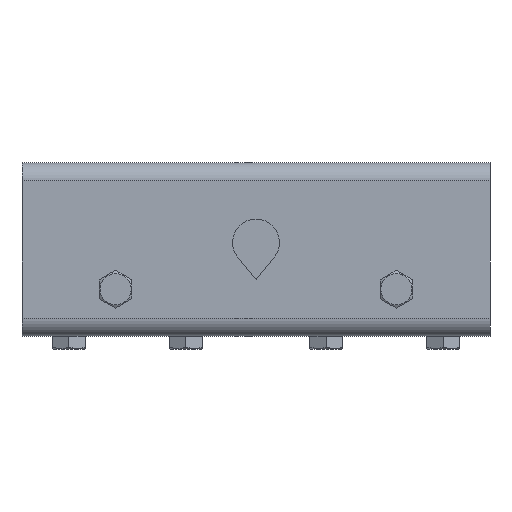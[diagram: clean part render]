
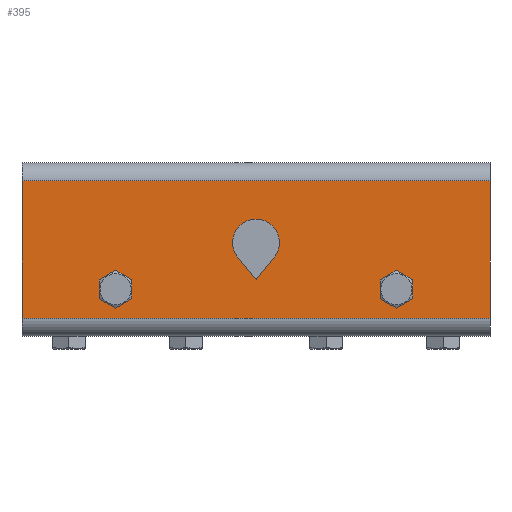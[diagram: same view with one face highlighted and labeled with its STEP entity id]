
A CAD part, front view. The second image highlights one B-rep face of the part: STEP entity #395.
In plain terms, the highlighted planar face has unit normal (0, -1, 0).
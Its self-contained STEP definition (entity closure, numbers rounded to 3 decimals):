
#395=ADVANCED_FACE('',(#2417,#2419,#2421,#2423),#2425,.F.);
#2417=FACE_BOUND('',#2418,.T.);
#2418=EDGE_LOOP('',(#3996,#3997,#3998,#3999));
#2419=FACE_BOUND('',#2420,.T.);
#2420=EDGE_LOOP('',(#4000,#4001,#4002,#4003,#4004,#4005));
#2421=FACE_BOUND('',#2422,.T.);
#2422=EDGE_LOOP('',(#4006,#4007,#4008));
#2423=FACE_BOUND('',#2424,.T.);
#2424=EDGE_LOOP('',(#4009,#4010,#4011,#4012,#4013,#4014));
#2425=PLANE('',#2426);
#2426=AXIS2_PLACEMENT_3D('',#2427,#2428,#2429);
#2427=CARTESIAN_POINT('',(0.,-3.8,0.658));
#2428=DIRECTION('',(0.,1.,0.));
#2429=DIRECTION('',(1.,0.,0.));
#3996=ORIENTED_EDGE('',*,*,#5055,.T.);
#3997=ORIENTED_EDGE('',*,*,#5056,.F.);
#3998=ORIENTED_EDGE('',*,*,#4998,.T.);
#3999=ORIENTED_EDGE('',*,*,#5057,.F.);
#4000=ORIENTED_EDGE('',*,*,#5058,.F.);
#4001=ORIENTED_EDGE('',*,*,#5059,.F.);
#4002=ORIENTED_EDGE('',*,*,#5060,.F.);
#4003=ORIENTED_EDGE('',*,*,#5061,.F.);
#4004=ORIENTED_EDGE('',*,*,#5062,.F.);
#4005=ORIENTED_EDGE('',*,*,#5063,.F.);
#4006=ORIENTED_EDGE('',*,*,#5064,.T.);
#4007=ORIENTED_EDGE('',*,*,#5065,.T.);
#4008=ORIENTED_EDGE('',*,*,#5066,.T.);
#4009=ORIENTED_EDGE('',*,*,#5067,.F.);
#4010=ORIENTED_EDGE('',*,*,#5068,.F.);
#4011=ORIENTED_EDGE('',*,*,#5069,.F.);
#4012=ORIENTED_EDGE('',*,*,#5070,.F.);
#4013=ORIENTED_EDGE('',*,*,#5071,.F.);
#4014=ORIENTED_EDGE('',*,*,#5072,.F.);
#4998=EDGE_CURVE('',#5604,#5605,#5606,.T.);
#5055=EDGE_CURVE('',#5692,#5693,#5694,.T.);
#5056=EDGE_CURVE('',#5604,#5693,#5695,.T.);
#5057=EDGE_CURVE('',#5692,#5605,#5696,.T.);
#5058=EDGE_CURVE('',#5697,#5698,#5699,.F.);
#5059=EDGE_CURVE('',#5700,#5697,#5701,.F.);
#5060=EDGE_CURVE('',#5702,#5700,#5703,.F.);
#5061=EDGE_CURVE('',#5704,#5702,#5705,.F.);
#5062=EDGE_CURVE('',#5706,#5704,#5707,.F.);
#5063=EDGE_CURVE('',#5698,#5706,#5708,.F.);
#5064=EDGE_CURVE('',#5709,#5710,#5711,.F.);
#5065=EDGE_CURVE('',#5710,#5712,#5713,.T.);
#5066=EDGE_CURVE('',#5712,#5709,#5714,.T.);
#5067=EDGE_CURVE('',#5715,#5716,#5717,.F.);
#5068=EDGE_CURVE('',#5718,#5715,#5719,.F.);
#5069=EDGE_CURVE('',#5720,#5718,#5721,.F.);
#5070=EDGE_CURVE('',#5722,#5720,#5723,.F.);
#5071=EDGE_CURVE('',#5724,#5722,#5725,.F.);
#5072=EDGE_CURVE('',#5716,#5724,#5726,.F.);
#5604=VERTEX_POINT('',#6842);
#5605=VERTEX_POINT('',#6843);
#5606=LINE('',#6844,#6845);
#5692=VERTEX_POINT('',#7651);
#5693=VERTEX_POINT('',#7652);
#5694=LINE('',#7653,#7654);
#5695=LINE('',#7656,#7657);
#5696=LINE('',#7659,#7660);
#5697=VERTEX_POINT('',#7662);
#5698=VERTEX_POINT('',#7663);
#5699=LINE('',#7664,#7665);
#5700=VERTEX_POINT('',#7667);
#5701=LINE('',#7668,#7669);
#5702=VERTEX_POINT('',#7671);
#5703=LINE('',#7672,#7673);
#5704=VERTEX_POINT('',#7675);
#5705=LINE('',#7676,#7677);
#5706=VERTEX_POINT('',#7679);
#5707=LINE('',#7680,#7681);
#5708=LINE('',#7683,#7684);
#5709=VERTEX_POINT('',#7686);
#5710=VERTEX_POINT('',#7687);
#5711=CIRCLE('',#7688,5.);
#5712=VERTEX_POINT('',#7692);
#5713=LINE('',#7693,#7694);
#5714=LINE('',#7696,#7697);
#5715=VERTEX_POINT('',#7699);
#5716=VERTEX_POINT('',#7700);
#5717=LINE('',#7701,#7702);
#5718=VERTEX_POINT('',#7704);
#5719=LINE('',#7705,#7706);
#5720=VERTEX_POINT('',#7708);
#5721=LINE('',#7709,#7710);
#5722=VERTEX_POINT('',#7712);
#5723=LINE('',#7713,#7714);
#5724=VERTEX_POINT('',#7716);
#5725=LINE('',#7717,#7718);
#5726=LINE('',#7720,#7721);
#6842=CARTESIAN_POINT('',(0.,-3.8,3.8));
#6843=CARTESIAN_POINT('',(100.,-3.8,3.8));
#6844=CARTESIAN_POINT('',(0.,-3.8,3.8));
#6845=VECTOR('',#6846,1.);
#6846=DIRECTION('',(1.,0.,0.));
#7651=CARTESIAN_POINT('',(100.,-3.8,33.2));
#7652=CARTESIAN_POINT('',(0.,-3.8,33.2));
#7653=CARTESIAN_POINT('',(100.,-3.8,33.2));
#7654=VECTOR('',#7655,1.);
#7655=DIRECTION('',(-1.,0.,0.));
#7656=CARTESIAN_POINT('',(0.,-3.8,3.8));
#7657=VECTOR('',#7658,1.);
#7658=DIRECTION('',(0.,0.,1.));
#7659=CARTESIAN_POINT('',(100.,-3.8,33.2));
#7660=VECTOR('',#7661,1.);
#7661=DIRECTION('',(0.,0.,-1.));
#7662=CARTESIAN_POINT('',(20.,-3.8,5.959));
#7663=CARTESIAN_POINT('',(23.5,-3.8,7.979));
#7664=CARTESIAN_POINT('',(23.5,-3.8,7.979));
#7665=VECTOR('',#7666,1.);
#7666=DIRECTION('',(-0.866,0.,-0.5));
#7667=CARTESIAN_POINT('',(16.5,-3.8,7.979));
#7668=CARTESIAN_POINT('',(20.,-3.8,5.959));
#7669=VECTOR('',#7670,1.);
#7670=DIRECTION('',(-0.866,0.,0.5));
#7671=CARTESIAN_POINT('',(16.5,-3.8,12.021));
#7672=CARTESIAN_POINT('',(16.5,-3.8,7.979));
#7673=VECTOR('',#7674,1.);
#7674=DIRECTION('',(0.,0.,1.));
#7675=CARTESIAN_POINT('',(20.,-3.8,14.041));
#7676=CARTESIAN_POINT('',(16.5,-3.8,12.021));
#7677=VECTOR('',#7678,1.);
#7678=DIRECTION('',(0.866,0.,0.5));
#7679=CARTESIAN_POINT('',(23.5,-3.8,12.021));
#7680=CARTESIAN_POINT('',(20.,-3.8,14.041));
#7681=VECTOR('',#7682,1.);
#7682=DIRECTION('',(0.866,0.,-0.5));
#7683=CARTESIAN_POINT('',(23.5,-3.8,12.021));
#7684=VECTOR('',#7685,1.);
#7685=DIRECTION('',(0.,0.,-1.));
#7686=CARTESIAN_POINT('',(46.097,-3.8,16.875));
#7687=CARTESIAN_POINT('',(53.903,-3.8,16.875));
#7688=AXIS2_PLACEMENT_3D('',#7689,#7690,#7691);
#7689=CARTESIAN_POINT('',(50.,-3.8,20.));
#7690=DIRECTION('',(0.,-1.,0.));
#7691=DIRECTION('',(0.781,0.,-0.625));
#7692=CARTESIAN_POINT('',(50.,-3.8,12.));
#7693=CARTESIAN_POINT('',(53.903,-3.8,16.875));
#7694=VECTOR('',#7695,1.);
#7695=DIRECTION('',(-0.625,0.,-0.781));
#7696=CARTESIAN_POINT('',(50.,-3.8,12.));
#7697=VECTOR('',#7698,1.);
#7698=DIRECTION('',(-0.625,0.,0.781));
#7699=CARTESIAN_POINT('',(80.,-3.8,5.959));
#7700=CARTESIAN_POINT('',(83.5,-3.8,7.979));
#7701=CARTESIAN_POINT('',(83.5,-3.8,7.979));
#7702=VECTOR('',#7703,1.);
#7703=DIRECTION('',(-0.866,0.,-0.5));
#7704=CARTESIAN_POINT('',(76.5,-3.8,7.979));
#7705=CARTESIAN_POINT('',(80.,-3.8,5.959));
#7706=VECTOR('',#7707,1.);
#7707=DIRECTION('',(-0.866,0.,0.5));
#7708=CARTESIAN_POINT('',(76.5,-3.8,12.021));
#7709=CARTESIAN_POINT('',(76.5,-3.8,7.979));
#7710=VECTOR('',#7711,1.);
#7711=DIRECTION('',(0.,0.,1.));
#7712=CARTESIAN_POINT('',(80.,-3.8,14.041));
#7713=CARTESIAN_POINT('',(76.5,-3.8,12.021));
#7714=VECTOR('',#7715,1.);
#7715=DIRECTION('',(0.866,0.,0.5));
#7716=CARTESIAN_POINT('',(83.5,-3.8,12.021));
#7717=CARTESIAN_POINT('',(80.,-3.8,14.041));
#7718=VECTOR('',#7719,1.);
#7719=DIRECTION('',(0.866,0.,-0.5));
#7720=CARTESIAN_POINT('',(83.5,-3.8,12.021));
#7721=VECTOR('',#7722,1.);
#7722=DIRECTION('',(0.,0.,-1.));
